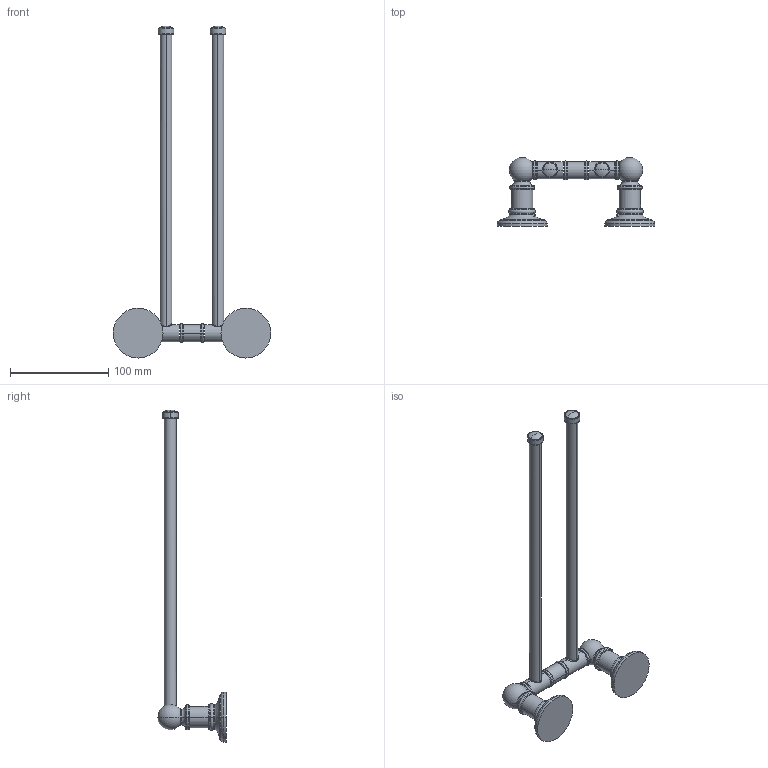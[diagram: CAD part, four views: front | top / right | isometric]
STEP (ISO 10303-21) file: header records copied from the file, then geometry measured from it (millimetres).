
FILE_DESCRIPTION((''),'2;1');
FILE_NAME('4522S_WEB','2010-09-03T',('project'),(''),'PRO/ENGINEER BY PARAMETRIC TECHNOLOGY CORPORATION, 2009300','PRO/ENGINEER BY PARAMETRIC TECHNOLOGY CORPORATION, 2009300','');
FILE_SCHEMA(('CONFIG_CONTROL_DESIGN'));
Length unit declared in the file: inch
Products named in the file (1): 4522S_WEB
Bounding box: 160.71 x 70.25 x 338.45 mm (x, y, z)
Surface area: 49235.7 mm2 (no closed solid volume)
Topology: 0 solids, 19 shells, 208 faces, 520 edges, 300 vertices
Faces by surface type: torus 80, cylinder 78, bspline 26, plane 12, sphere 8, cone 4
Entity records: 12604 total; most frequent: CARTESIAN_POINT 7882, DIRECTION 1038, ORIENTED_EDGE 902, EDGE_CURVE 512, AXIS2_PLACEMENT_3D 466, VERTEX_POINT 300, CIRCLE 284, EDGE_LOOP 208
